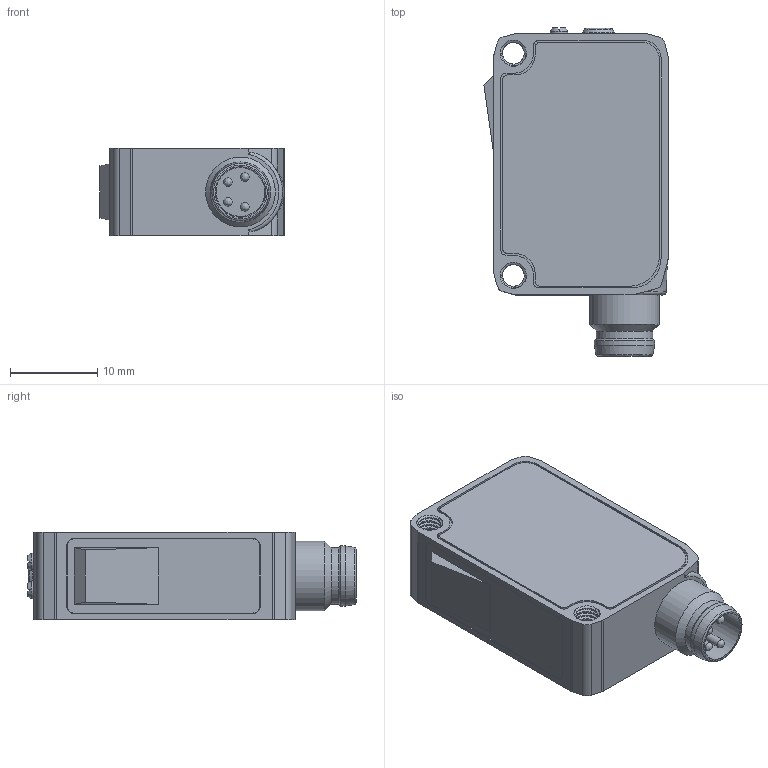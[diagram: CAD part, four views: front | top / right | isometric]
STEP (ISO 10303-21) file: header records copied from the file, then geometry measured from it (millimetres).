
FILE_DESCRIPTION (( 'STEP AP214' ), '1' );
FILE_NAME ('TRU-C23PA-TMS-101.STEP', '2022-04-07T09:52:55', ( '' ), ( '' ), 'SwSTEP 2.0', 'SolidWorks 2021', '' );
FILE_SCHEMA (( 'AUTOMOTIVE_DESIGN' ));
Length unit declared in the file: inch
Products named in the file (1): TRU-C23PA-TMS-101
Bounding box: 21.12 x 37.65 x 10 mm (x, y, z)
Volume: 5992.8 mm3; surface area: 2830.5 mm2
Topology: 1 solids, 1 shells, 283 faces, 759 edges, 489 vertices
Faces by surface type: cylinder 137, plane 92, bspline 39, cone 15
Full cylindrical faces by diameter (mm): 1 x4, 2 x2, 3.6 x2, 3.7 x1, 5.8 x1, 6.5 x1, 6.9 x1, 8 x1
Entity records: 22465 total; most frequent: CARTESIAN_POINT 16076, ORIENTED_EDGE 1438, DIRECTION 1090, EDGE_CURVE 719, VERTEX_POINT 480, AXIS2_PLACEMENT_3D 383, EDGE_LOOP 329, VECTOR 324
